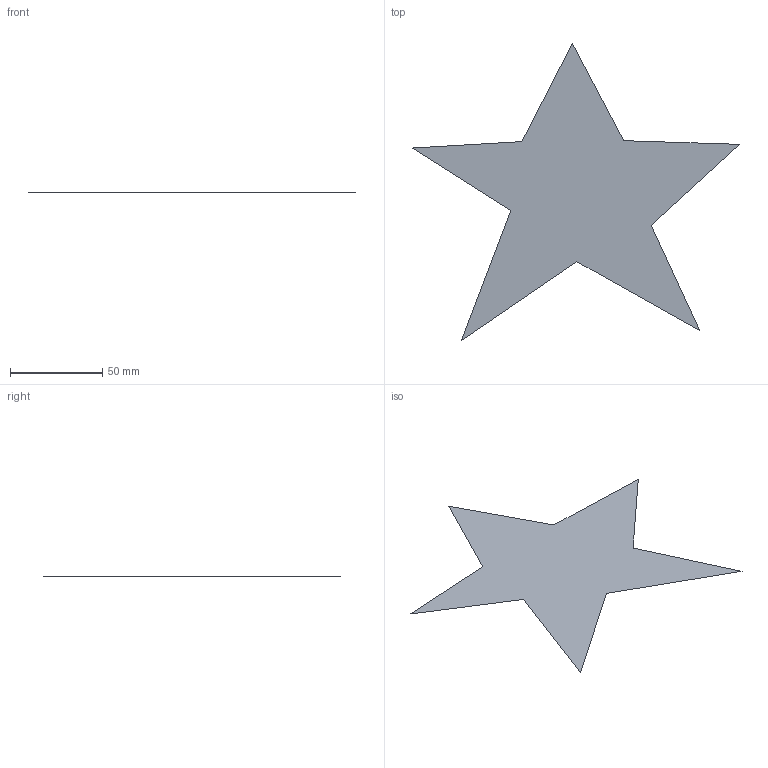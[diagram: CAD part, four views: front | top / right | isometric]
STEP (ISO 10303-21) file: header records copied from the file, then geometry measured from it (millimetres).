
FILE_DESCRIPTION((''),'2;1');
FILE_NAME('step/c2-tc-203.stp','2001-05-10T14:59:14+01:00',(' '),(' '),'THEOREM SOLUTIONS CADDS -> AP203 IS PREPROCESSOR 5.0.002','CADDS/CAMU',' ');
FILE_SCHEMA(('ccd_cla_gvp_ast'));
Length unit declared in the file: millimetre
Products named in the file (1): MASTER
Bounding box: 176.67 x 160.82 x 0 mm (x, y, z)
Surface area: 10608.5 mm2 (no closed solid volume)
Topology: 0 solids, 1 shells, 1 faces, 11 edges, 12 vertices
Faces by surface type: plane 1
Entity records: 221 total; most frequent: CARTESIAN_POINT 48, DIRECTION 13, VERTEX_POINT 10, B_SPLINE_CURVE_WITH_KNOTS 10, EDGE_CURVE 10, ORIENTED_EDGE 10, AXIS2_PLACEMENT_3D 9, PERSON_AND_ORGANIZATION_ROLE 5
